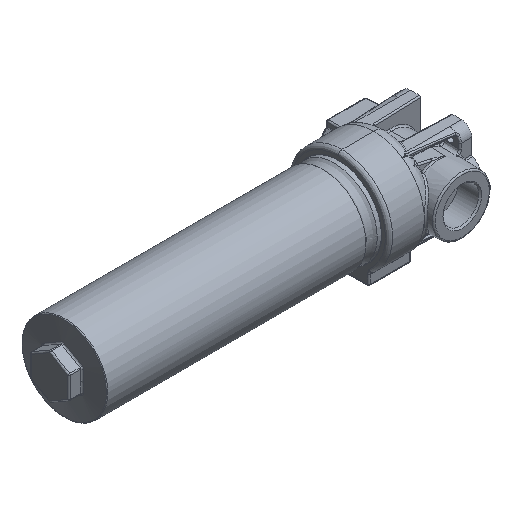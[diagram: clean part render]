
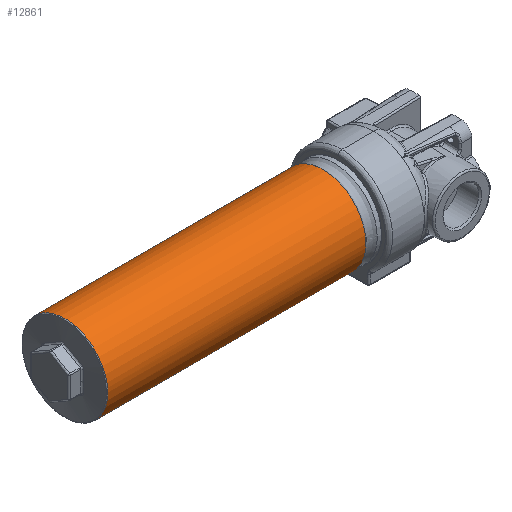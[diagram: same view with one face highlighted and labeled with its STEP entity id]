
A CAD part, isometric view. The second image highlights one B-rep face of the part: STEP entity #12861.
In plain terms, the highlighted free-form (B-spline) face has degree [2, 1] with [7, 2] control points.
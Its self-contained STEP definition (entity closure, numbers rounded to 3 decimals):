
#12774=CARTESIAN_POINT('V171',(-310.573,
   33.522,-373.68));
#12775=VERTEX_POINT('V171',#12774);
#12791=CARTESIAN_POINT('E263',(-310.573,
   33.522,-373.68));
#12792=CARTESIAN_POINT('E263',(-310.573,
   33.522,-424.429));
#12793=CARTESIAN_POINT('E263',(-310.573,
   77.472,-399.054));
#12794=CARTESIAN_POINT('E263',(-310.573,
   121.422,-373.68));
#12795=CARTESIAN_POINT('E263',(-310.573,
   77.472,-348.305));
#12796=CARTESIAN_POINT('E263',(-310.573,
   33.522,-322.931));
#12797=CARTESIAN_POINT('E263',(-310.573,
   33.522,-373.68));
#12805=(BOUNDED_CURVE()B_SPLINE_CURVE(2,(#12791,#12792,#12793,
   #12794,#12795,#12796,#12797),.CIRCULAR_ARC.,.T.,.U.)
   B_SPLINE_CURVE_WITH_KNOTS((3,2,2,3),(0.0,0.573,
   1.147,1.72),.UNSPECIFIED.)CURVE()
   GEOMETRIC_REPRESENTATION_ITEM()RATIONAL_B_SPLINE_CURVE((1.0,
   0.5,1.0,0.5,1.0,0.5,1.0)
   )REPRESENTATION_ITEM('E263'));
#12806=EDGE_CURVE('E263',#12775,#12775,#12805,.T.);
#12811=CARTESIAN_POINT('F91',(-310.573,
   33.522,-373.68));
#12812=CARTESIAN_POINT('F91',(-310.573,
   33.522,-424.429));
#12813=CARTESIAN_POINT('F91',(-310.573,
   77.472,-399.054));
#12814=CARTESIAN_POINT('F91',(-310.573,
   121.422,-373.68));
#12815=CARTESIAN_POINT('F91',(-310.573,
   77.472,-348.305));
#12816=CARTESIAN_POINT('F91',(-310.573,
   33.522,-322.931));
#12817=CARTESIAN_POINT('F91',(-310.573,
   33.522,-373.68));
#12818=CARTESIAN_POINT('F91',(-133.573,
   33.522,-373.68));
#12819=CARTESIAN_POINT('F91',(-133.573,
   33.522,-424.429));
#12820=CARTESIAN_POINT('F91',(-133.573,
   77.472,-399.054));
#12821=CARTESIAN_POINT('F91',(-133.573,
   121.422,-373.68));
#12822=CARTESIAN_POINT('F91',(-133.573,
   77.472,-348.305));
#12823=CARTESIAN_POINT('F91',(-133.573,
   33.522,-322.931));
#12824=CARTESIAN_POINT('F91',(-133.573,
   33.522,-373.68));
#12832=(BOUNDED_SURFACE()B_SPLINE_SURFACE(2,1,((#12811,#12818),(
   #12812,#12819),(#12813,#12820),(#12814,#12821),(#12815,
   #12822),(#12816,#12823),(#12817,#12824)),.CYLINDRICAL_SURF.,
   .T.,.F.,.U.)B_SPLINE_SURFACE_WITH_KNOTS((3,2,2,3),(2,2),(0.0,
   0.573,1.147,1.72),(0.0,1.0),
   .UNSPECIFIED.)GEOMETRIC_REPRESENTATION_ITEM()
   RATIONAL_B_SPLINE_SURFACE(((1.0,1.0),(0.5,
   0.5),(1.0,1.0),(0.5,
   0.5),(1.0,1.0),(0.5,
   0.5),(1.0,1.0)))REPRESENTATION_ITEM('F91')SURFACE(
   ));
#12833=CARTESIAN_POINT('V170',(-133.573,
   33.522,-373.68));
#12834=VERTEX_POINT('V170',#12833);
#12835=CARTESIAN_POINT('E262',(-133.573,
   33.522,-373.68));
#12836=CARTESIAN_POINT('E262',(-310.573,
   33.522,-373.68));
#12837=QUASI_UNIFORM_CURVE('E262',1,(#12835,#12836),.POLYLINE_FORM.,
   .F.,.U.);
#12838=EDGE_CURVE('E262',#12834,#12775,#12837,.T.);
#12839=ORIENTED_EDGE('E262',*,*,#12838,.T.);
#12840=ORIENTED_EDGE('F92',*,*,#12806,.T.);
#12841=ORIENTED_EDGE('E262',*,*,#12838,.F.);
#12842=CARTESIAN_POINT('E260',(-133.573,
   33.522,-373.68));
#12843=CARTESIAN_POINT('E260',(-133.573,
   33.522,-322.931));
#12844=CARTESIAN_POINT('E260',(-133.573,
   77.472,-348.305));
#12845=CARTESIAN_POINT('E260',(-133.573,
   121.422,-373.68));
#12846=CARTESIAN_POINT('E260',(-133.573,
   77.472,-399.054));
#12847=CARTESIAN_POINT('E260',(-133.573,
   33.522,-424.429));
#12848=CARTESIAN_POINT('E260',(-133.573,
   33.522,-373.68));
#12856=(BOUNDED_CURVE()B_SPLINE_CURVE(2,(#12842,#12843,#12844,
   #12845,#12846,#12847,#12848),.CIRCULAR_ARC.,.T.,.U.)
   B_SPLINE_CURVE_WITH_KNOTS((3,2,2,3),(0.0,7.935,
   15.869,23.804),.UNSPECIFIED.)CURVE()
   GEOMETRIC_REPRESENTATION_ITEM()RATIONAL_B_SPLINE_CURVE((1.0,
   0.5,1.0,0.5,1.0,0.5,1.0)
   )REPRESENTATION_ITEM('E260'));
#12857=EDGE_CURVE('E260',#12834,#12834,#12856,.T.);
#12858=ORIENTED_EDGE('E260',*,*,#12857,.T.);
#12859=EDGE_LOOP('F91',(#12839,#12840,#12841,#12858));
#12860=FACE_OUTER_BOUND('F91',#12859,.T.);
#12861=ADVANCED_FACE('F91',(#12860),#12832,.T.);
